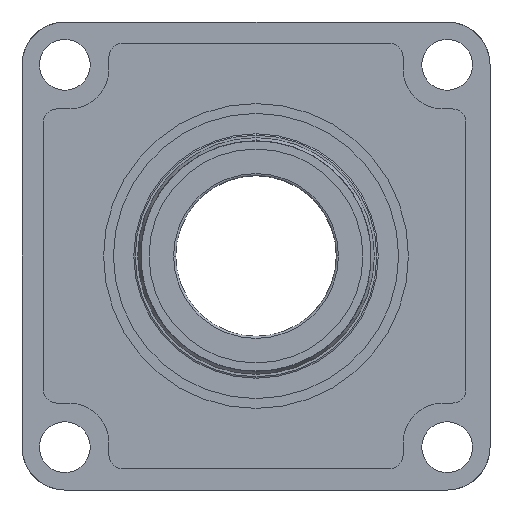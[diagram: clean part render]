
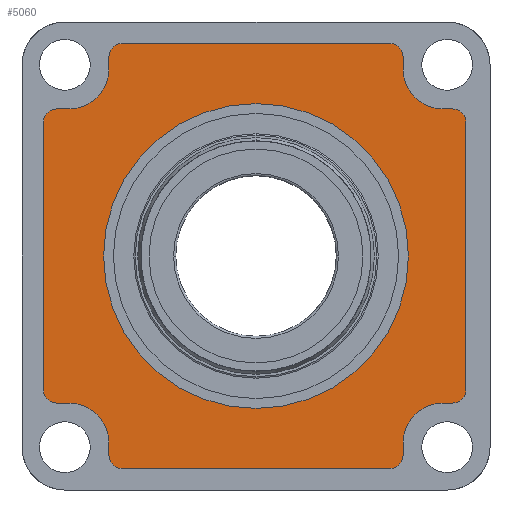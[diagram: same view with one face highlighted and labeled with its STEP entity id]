
A CAD part, front view. The second image highlights one B-rep face of the part: STEP entity #5060.
In plain terms, the highlighted planar face has unit normal (0, -1, 0).
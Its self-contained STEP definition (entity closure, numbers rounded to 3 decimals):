
#1224=CARTESIAN_POINT('',(0.,-16.,0.));
#1225=DIRECTION('',(0.,1.,0.));
#1226=DIRECTION('',(-1.,0.,0.));
#1227=AXIS2_PLACEMENT_3D('',#1224,#1225,#1226);
#1229=CARTESIAN_POINT('',(0.,-16.,0.));
#1230=DIRECTION('',(0.,1.,0.));
#1231=DIRECTION('',(1.,0.,0.));
#1232=AXIS2_PLACEMENT_3D('',#1229,#1230,#1231);
#1234=CARTESIAN_POINT('',(50.,-16.,-74.5));
#1235=DIRECTION('',(0.,-1.,0.));
#1236=DIRECTION('',(0.,0.,-1.));
#1237=AXIS2_PLACEMENT_3D('',#1234,#1235,#1236);
#1239=DIRECTION('',(1.,0.,0.));
#1240=VECTOR('',#1239,100.);
#1241=CARTESIAN_POINT('',(-50.,-16.,-79.5));
#1242=LINE('',#1241,#1240);
#1243=CARTESIAN_POINT('',(-50.,-16.,-74.5));
#1244=DIRECTION('',(0.,-1.,0.));
#1245=DIRECTION('',(-1.,0.,0.));
#1246=AXIS2_PLACEMENT_3D('',#1243,#1244,#1245);
#1248=DIRECTION('',(0.,0.,-1.));
#1249=VECTOR('',#1248,4.5);
#1250=CARTESIAN_POINT('',(-55.,-16.,-70.));
#1251=LINE('',#1250,#1249);
#1252=CARTESIAN_POINT('',(-70.,-16.,-70.));
#1253=DIRECTION('',(0.,1.,0.));
#1254=DIRECTION('',(0.,0.,1.));
#1255=AXIS2_PLACEMENT_3D('',#1252,#1253,#1254);
#1257=DIRECTION('',(1.,0.,0.));
#1258=VECTOR('',#1257,4.5);
#1259=CARTESIAN_POINT('',(-74.5,-16.,-55.));
#1260=LINE('',#1259,#1258);
#1261=CARTESIAN_POINT('',(-74.5,-16.,-50.));
#1262=DIRECTION('',(0.,-1.,0.));
#1263=DIRECTION('',(-1.,0.,0.));
#1264=AXIS2_PLACEMENT_3D('',#1261,#1262,#1263);
#1266=DIRECTION('',(0.,0.,-1.));
#1267=VECTOR('',#1266,100.);
#1268=CARTESIAN_POINT('',(-79.5,-16.,50.));
#1269=LINE('',#1268,#1267);
#1270=CARTESIAN_POINT('',(-74.5,-16.,50.));
#1271=DIRECTION('',(0.,-1.,0.));
#1272=DIRECTION('',(0.,0.,1.));
#1273=AXIS2_PLACEMENT_3D('',#1270,#1271,#1272);
#1275=DIRECTION('',(-1.,0.,0.));
#1276=VECTOR('',#1275,4.5);
#1277=CARTESIAN_POINT('',(-70.,-16.,55.));
#1278=LINE('',#1277,#1276);
#1279=CARTESIAN_POINT('',(-70.,-16.,70.));
#1280=DIRECTION('',(0.,1.,0.));
#1281=DIRECTION('',(1.,0.,0.));
#1282=AXIS2_PLACEMENT_3D('',#1279,#1280,#1281);
#1284=DIRECTION('',(0.,0.,-1.));
#1285=VECTOR('',#1284,4.5);
#1286=CARTESIAN_POINT('',(-55.,-16.,74.5));
#1287=LINE('',#1286,#1285);
#1288=CARTESIAN_POINT('',(-50.,-16.,74.5));
#1289=DIRECTION('',(0.,-1.,0.));
#1290=DIRECTION('',(0.,0.,1.));
#1291=AXIS2_PLACEMENT_3D('',#1288,#1289,#1290);
#1293=DIRECTION('',(-1.,0.,0.));
#1294=VECTOR('',#1293,100.);
#1295=CARTESIAN_POINT('',(50.,-16.,79.5));
#1296=LINE('',#1295,#1294);
#1297=CARTESIAN_POINT('',(50.,-16.,74.5));
#1298=DIRECTION('',(0.,-1.,0.));
#1299=DIRECTION('',(1.,0.,0.));
#1300=AXIS2_PLACEMENT_3D('',#1297,#1298,#1299);
#1302=DIRECTION('',(0.,0.,1.));
#1303=VECTOR('',#1302,4.5);
#1304=CARTESIAN_POINT('',(55.,-16.,70.));
#1305=LINE('',#1304,#1303);
#1306=CARTESIAN_POINT('',(70.,-16.,70.));
#1307=DIRECTION('',(0.,1.,0.));
#1308=DIRECTION('',(0.,0.,-1.));
#1309=AXIS2_PLACEMENT_3D('',#1306,#1307,#1308);
#1311=DIRECTION('',(-1.,0.,0.));
#1312=VECTOR('',#1311,3.5);
#1313=CARTESIAN_POINT('',(73.5,-16.,55.));
#1314=LINE('',#1313,#1312);
#1315=CARTESIAN_POINT('',(73.5,-16.,50.));
#1316=DIRECTION('',(0.,-1.,0.));
#1317=DIRECTION('',(1.,0.,0.));
#1318=AXIS2_PLACEMENT_3D('',#1315,#1316,#1317);
#1320=DIRECTION('',(0.,0.,1.));
#1321=VECTOR('',#1320,100.);
#1322=CARTESIAN_POINT('',(78.5,-16.,-50.));
#1323=LINE('',#1322,#1321);
#1324=CARTESIAN_POINT('',(73.5,-16.,-50.));
#1325=DIRECTION('',(0.,-1.,0.));
#1326=DIRECTION('',(0.,0.,-1.));
#1327=AXIS2_PLACEMENT_3D('',#1324,#1325,#1326);
#1329=DIRECTION('',(1.,0.,0.));
#1330=VECTOR('',#1329,3.5);
#1331=CARTESIAN_POINT('',(70.,-16.,-55.));
#1332=LINE('',#1331,#1330);
#1333=CARTESIAN_POINT('',(70.,-16.,-70.));
#1334=DIRECTION('',(0.,1.,0.));
#1335=DIRECTION('',(-1.,0.,0.));
#1336=AXIS2_PLACEMENT_3D('',#1333,#1334,#1335);
#1338=DIRECTION('',(0.,0.,1.));
#1339=VECTOR('',#1338,4.5);
#1340=CARTESIAN_POINT('',(55.,-16.,-74.5));
#1341=LINE('',#1340,#1339);
#3145=CARTESIAN_POINT('',(-57.,-16.,0.));
#3146=VERTEX_POINT('',#3145);
#3147=CARTESIAN_POINT('',(57.,-16.,0.));
#3148=VERTEX_POINT('',#3147);
#3201=CARTESIAN_POINT('',(55.,-16.,-70.));
#3202=CARTESIAN_POINT('',(70.,-16.,-55.));
#3203=VERTEX_POINT('',#3201);
#3204=VERTEX_POINT('',#3202);
#3205=CARTESIAN_POINT('',(70.,-16.,55.));
#3206=CARTESIAN_POINT('',(55.,-16.,70.));
#3207=VERTEX_POINT('',#3205);
#3208=VERTEX_POINT('',#3206);
#3209=CARTESIAN_POINT('',(-55.,-16.,70.));
#3210=CARTESIAN_POINT('',(-70.,-16.,55.));
#3211=VERTEX_POINT('',#3209);
#3212=VERTEX_POINT('',#3210);
#3213=CARTESIAN_POINT('',(-70.,-16.,-55.));
#3214=CARTESIAN_POINT('',(-55.,-16.,-70.));
#3215=VERTEX_POINT('',#3213);
#3216=VERTEX_POINT('',#3214);
#3233=CARTESIAN_POINT('',(50.,-16.,-79.5));
#3234=CARTESIAN_POINT('',(55.,-16.,-74.5));
#3235=VERTEX_POINT('',#3233);
#3236=VERTEX_POINT('',#3234);
#3241=CARTESIAN_POINT('',(-55.,-16.,-74.5));
#3242=CARTESIAN_POINT('',(-50.,-16.,-79.5));
#3243=VERTEX_POINT('',#3241);
#3244=VERTEX_POINT('',#3242);
#3249=CARTESIAN_POINT('',(-79.5,-16.,-50.));
#3250=CARTESIAN_POINT('',(-74.5,-16.,-55.));
#3251=VERTEX_POINT('',#3249);
#3252=VERTEX_POINT('',#3250);
#3257=CARTESIAN_POINT('',(73.5,-16.,-55.));
#3258=CARTESIAN_POINT('',(78.5,-16.,-50.));
#3259=VERTEX_POINT('',#3257);
#3260=VERTEX_POINT('',#3258);
#3265=CARTESIAN_POINT('',(-74.5,-16.,55.));
#3266=CARTESIAN_POINT('',(-79.5,-16.,50.));
#3267=VERTEX_POINT('',#3265);
#3268=VERTEX_POINT('',#3266);
#3273=CARTESIAN_POINT('',(-50.,-16.,79.5));
#3274=CARTESIAN_POINT('',(-55.,-16.,74.5));
#3275=VERTEX_POINT('',#3273);
#3276=VERTEX_POINT('',#3274);
#3281=CARTESIAN_POINT('',(78.5,-16.,50.));
#3282=VERTEX_POINT('',#3281);
#3283=CARTESIAN_POINT('',(50.,-16.,79.5));
#3284=VERTEX_POINT('',#3283);
#3289=CARTESIAN_POINT('',(55.,-16.,74.5));
#3290=VERTEX_POINT('',#3289);
#3293=CARTESIAN_POINT('',(73.5,-16.,55.));
#3294=VERTEX_POINT('',#3293);
#5001=CARTESIAN_POINT('',(0.,-16.,0.));
#5002=DIRECTION('',(0.,-1.,0.));
#5003=DIRECTION('',(-1.,0.,0.));
#5004=AXIS2_PLACEMENT_3D('',#5001,#5002,#5003);
#5005=PLANE('',#5004);
#5007=ORIENTED_EDGE('',*,*,#5006,.F.);
#5009=ORIENTED_EDGE('',*,*,#5008,.F.);
#5011=ORIENTED_EDGE('',*,*,#5010,.F.);
#5013=ORIENTED_EDGE('',*,*,#5012,.F.);
#5015=ORIENTED_EDGE('',*,*,#5014,.F.);
#5017=ORIENTED_EDGE('',*,*,#5016,.F.);
#5019=ORIENTED_EDGE('',*,*,#5018,.F.);
#5021=ORIENTED_EDGE('',*,*,#5020,.F.);
#5023=ORIENTED_EDGE('',*,*,#5022,.F.);
#5025=ORIENTED_EDGE('',*,*,#5024,.F.);
#5027=ORIENTED_EDGE('',*,*,#5026,.F.);
#5029=ORIENTED_EDGE('',*,*,#5028,.F.);
#5031=ORIENTED_EDGE('',*,*,#5030,.F.);
#5033=ORIENTED_EDGE('',*,*,#5032,.F.);
#5035=ORIENTED_EDGE('',*,*,#5034,.F.);
#5037=ORIENTED_EDGE('',*,*,#5036,.F.);
#5039=ORIENTED_EDGE('',*,*,#5038,.F.);
#5041=ORIENTED_EDGE('',*,*,#5040,.F.);
#5043=ORIENTED_EDGE('',*,*,#5042,.F.);
#5045=ORIENTED_EDGE('',*,*,#5044,.F.);
#5047=ORIENTED_EDGE('',*,*,#5046,.F.);
#5049=ORIENTED_EDGE('',*,*,#5048,.F.);
#5051=ORIENTED_EDGE('',*,*,#5050,.F.);
#5053=ORIENTED_EDGE('',*,*,#5052,.F.);
#5054=EDGE_LOOP('',(#5007,#5009,#5011,#5013,#5015,#5017,#5019,#5021,#5023,#5025,
#5027,#5029,#5031,#5033,#5035,#5037,#5039,#5041,#5043,#5045,#5047,#5049,#5051,
#5053));
#5055=FACE_OUTER_BOUND('',#5054,.F.);
#5056=ORIENTED_EDGE('',*,*,#4980,.F.);
#5057=ORIENTED_EDGE('',*,*,#4996,.F.);
#5058=EDGE_LOOP('',(#5056,#5057));
#5059=FACE_BOUND('',#5058,.F.);
#5060=ADVANCED_FACE('',(#5055,#5059),#5005,.T.);
#1228=CIRCLE('',#1227,57.);
#1233=CIRCLE('',#1232,57.);
#1238=CIRCLE('',#1237,5.);
#1247=CIRCLE('',#1246,5.);
#1256=CIRCLE('',#1255,15.);
#1265=CIRCLE('',#1264,5.);
#1274=CIRCLE('',#1273,5.);
#1283=CIRCLE('',#1282,15.);
#1292=CIRCLE('',#1291,5.);
#1301=CIRCLE('',#1300,5.);
#1310=CIRCLE('',#1309,15.);
#1319=CIRCLE('',#1318,5.);
#1328=CIRCLE('',#1327,5.);
#1337=CIRCLE('',#1336,15.);
#4980=EDGE_CURVE('',#3146,#3148,#1228,.T.);
#4996=EDGE_CURVE('',#3148,#3146,#1233,.T.);
#5006=EDGE_CURVE('',#3235,#3236,#1238,.T.);
#5008=EDGE_CURVE('',#3244,#3235,#1242,.T.);
#5010=EDGE_CURVE('',#3243,#3244,#1247,.T.);
#5012=EDGE_CURVE('',#3216,#3243,#1251,.T.);
#5014=EDGE_CURVE('',#3215,#3216,#1256,.T.);
#5016=EDGE_CURVE('',#3252,#3215,#1260,.T.);
#5018=EDGE_CURVE('',#3251,#3252,#1265,.T.);
#5020=EDGE_CURVE('',#3268,#3251,#1269,.T.);
#5022=EDGE_CURVE('',#3267,#3268,#1274,.T.);
#5024=EDGE_CURVE('',#3212,#3267,#1278,.T.);
#5026=EDGE_CURVE('',#3211,#3212,#1283,.T.);
#5028=EDGE_CURVE('',#3276,#3211,#1287,.T.);
#5030=EDGE_CURVE('',#3275,#3276,#1292,.T.);
#5032=EDGE_CURVE('',#3284,#3275,#1296,.T.);
#5034=EDGE_CURVE('',#3290,#3284,#1301,.T.);
#5036=EDGE_CURVE('',#3208,#3290,#1305,.T.);
#5038=EDGE_CURVE('',#3207,#3208,#1310,.T.);
#5040=EDGE_CURVE('',#3294,#3207,#1314,.T.);
#5042=EDGE_CURVE('',#3282,#3294,#1319,.T.);
#5044=EDGE_CURVE('',#3260,#3282,#1323,.T.);
#5046=EDGE_CURVE('',#3259,#3260,#1328,.T.);
#5048=EDGE_CURVE('',#3204,#3259,#1332,.T.);
#5050=EDGE_CURVE('',#3203,#3204,#1337,.T.);
#5052=EDGE_CURVE('',#3236,#3203,#1341,.T.);
